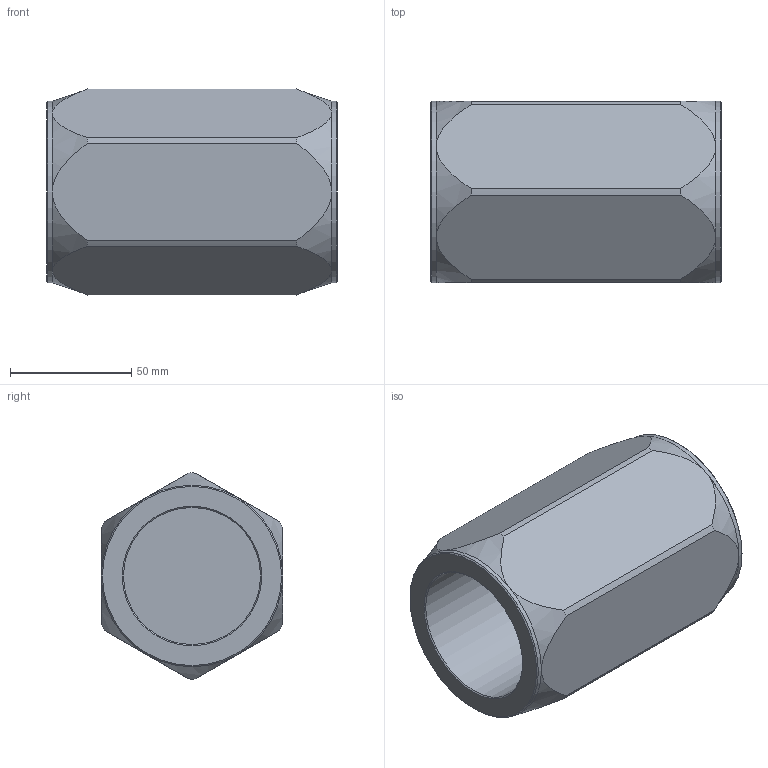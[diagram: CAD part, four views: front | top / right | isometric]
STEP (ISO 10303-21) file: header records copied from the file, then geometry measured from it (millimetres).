
FILE_DESCRIPTION (( 'STEP AP214' ), '1' );
FILE_NAME ('BAL-VNR08-IC-JV.STEP', '2016-08-23T13:12:05', ( '' ), ( '' ), 'SwSTEP 2.0', 'SolidWorks 2016', '' );
FILE_SCHEMA (( 'AUTOMOTIVE_DESIGN' ));
Length unit declared in the file: millimetre
Products named in the file (1): BAL-VNR08-IC-JV
Bounding box: 120 x 75 x 85.12 mm (x, y, z)
Volume: 323918.3 mm3; surface area: 57138.1 mm2
Topology: 1 solids, 1 shells, 36 faces, 80 edges, 48 vertices
Faces by surface type: cone 16, cylinder 10, plane 10
Full cylindrical faces by diameter (mm): 56.656 x2, 75 x2
Entity records: 1378 total; most frequent: CARTESIAN_POINT 613, DIRECTION 154, ORIENTED_EDGE 140, AXIS2_PLACEMENT_3D 71, EDGE_CURVE 70, VERTEX_POINT 46, EDGE_LOOP 46, FACE_OUTER_BOUND 40
